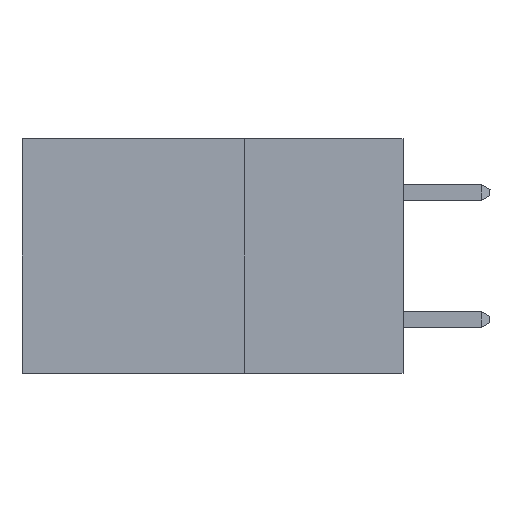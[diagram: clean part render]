
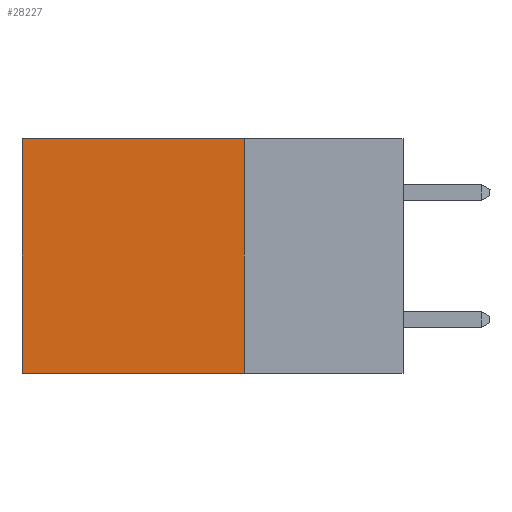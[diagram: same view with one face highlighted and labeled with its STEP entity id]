
A CAD part, left-side view. The second image highlights one B-rep face of the part: STEP entity #28227.
In plain terms, the highlighted planar face has unit normal (-1, 0, 0).
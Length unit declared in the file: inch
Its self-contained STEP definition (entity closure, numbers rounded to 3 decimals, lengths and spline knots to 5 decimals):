
#864 = CARTESIAN_POINT ( 'NONE',  ( 0.2875, 0.25, 0. ) ) ;
#1017 = DIRECTION ( 'NONE',  ( 1., 0., 0. ) ) ;
#1107 = EDGE_CURVE ( 'NONE', #17054, #22170, #15722, .T. ) ;
#2936 = EDGE_CURVE ( 'NONE', #4516, #16127, #41570, .T. ) ;
#3442 = ORIENTED_EDGE ( 'NONE', *, *, #1107, .T. ) ;
#4516 = VERTEX_POINT ( 'NONE', #19643 ) ;
#5388 = VECTOR ( 'NONE', #30684, 39.37008 ) ;
#5407 = ORIENTED_EDGE ( 'NONE', *, *, #31324, .F. ) ;
#5999 = VECTOR ( 'NONE', #41842, 39.37008 ) ;
#6362 = DIRECTION ( 'NONE',  ( 0., 0., -1. ) ) ;
#9288 = ORIENTED_EDGE ( 'NONE', *, *, #39294, .T. ) ;
#9899 = CARTESIAN_POINT ( 'NONE',  ( 0.2875, 0.6, -0.37 ) ) ;
#11875 = CARTESIAN_POINT ( 'NONE',  ( 0.2875, 0.6, 0. ) ) ;
#15722 = LINE ( 'NONE', #45407, #42836 ) ;
#16127 = VERTEX_POINT ( 'NONE', #17856 ) ;
#16935 = CARTESIAN_POINT ( 'NONE',  ( 0.2875, 0.25, -0.37 ) ) ;
#17054 = VERTEX_POINT ( 'NONE', #11875 ) ;
#17856 = CARTESIAN_POINT ( 'NONE',  ( 0.2875, 0.25, -0.37 ) ) ;
#19643 = CARTESIAN_POINT ( 'NONE',  ( 0.2875, 0.25, 0. ) ) ;
#22170 = VERTEX_POINT ( 'NONE', #9899 ) ;
#23744 = ORIENTED_EDGE ( 'NONE', *, *, #2936, .F. ) ;
#25995 = DIRECTION ( 'NONE',  ( 0., 0., -1. ) ) ;
#27122 = CARTESIAN_POINT ( 'NONE',  ( 0.2875, 0.25, 0. ) ) ;
#28227 = ADVANCED_FACE ( 'NONE', ( #33672 ), #40059, .F. ) ;
#28945 = AXIS2_PLACEMENT_3D ( 'NONE', #864, #1017, #25995 ) ;
#30684 = DIRECTION ( 'NONE',  ( 0., 1., 0. ) ) ;
#31324 = EDGE_CURVE ( 'NONE', #16127, #22170, #34416, .T. ) ;
#32179 = VECTOR ( 'NONE', #39091, 39.37008 ) ;
#33672 = FACE_OUTER_BOUND ( 'NONE', #42900, .T. ) ;
#33782 = LINE ( 'NONE', #27122, #5388 ) ;
#34416 = LINE ( 'NONE', #16935, #5999 ) ;
#39091 = DIRECTION ( 'NONE',  ( 0., 0., -1. ) ) ;
#39294 = EDGE_CURVE ( 'NONE', #4516, #17054, #33782, .T. ) ;
#40059 = PLANE ( 'NONE',  #28945 ) ;
#41570 = LINE ( 'NONE', #42485, #32179 ) ;
#41842 = DIRECTION ( 'NONE',  ( 0., 1., 0. ) ) ;
#42485 = CARTESIAN_POINT ( 'NONE',  ( 0.2875, 0.25, 0. ) ) ;
#42836 = VECTOR ( 'NONE', #6362, 39.37008 ) ;
#42900 = EDGE_LOOP ( 'NONE', ( #3442, #5407, #23744, #9288 ) ) ;
#45407 = CARTESIAN_POINT ( 'NONE',  ( 0.2875, 0.6, 0. ) ) ;
